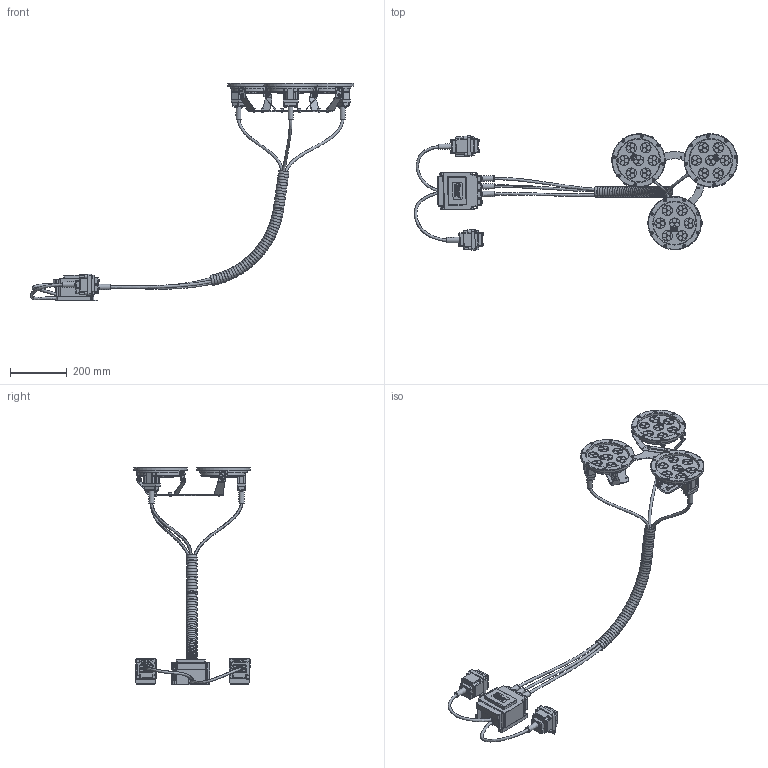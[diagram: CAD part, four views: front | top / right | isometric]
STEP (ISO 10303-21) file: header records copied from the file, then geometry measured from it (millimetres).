
FILE_DESCRIPTION(/* description */ (''),/* implementation_level */ '2;1');
FILE_NAME(/* name */ '48638 LED Modul XL MDD_Xl3d.stp',/* time_stamp */ '2018-06-07T09:00:17+02:00',/* author */ ('guzb562'),/* organization */ (''),/* preprocessor_version */ 'ST-DEVELOPER v17',/* originating_system */ 'Autodesk Inventor 2018',/* authorisation */ '');
FILE_SCHEMA (('AUTOMOTIVE_DESIGN { 1 0 10303 214 3 1 1 }'));
Products named in the file (20): 48638 LED Modul_1; 50720_Trafo; Trafo_für Modul; neue Box_2; neue Box; Scheinwerfer_für45077; Stecker Trafo.; Stecker Trafo._1; schlauch1; 45077 LED Modul_1.Kabelbaum1; 45077 LED Modul_1.Kabelbaum1_1; 45077 LED Modul_1.Kabelbaum2; 45077 LED Modul_1.Kabelbaum2_1; 45077 LED Modul_1.Kabelbaum3; 45077 LED Modul_1.Kabelbaum3_1; Stecker Trafo._2; Stecker Trafo DMX ; Stecker Trafo power ; 45077 LED Modul_1.Kabelbaum4; 45077 LED Modul_1.Kabelbaum4_1
Assembly tree (27 placements, depth 3):
  48638 LED Modul_1
    50720_Trafo
      Trafo_für Modul
      neue Box_2
      neue Box
    Scheinwerfer_für45077
    Stecker Trafo.  x3
    Stecker Trafo._2  x5
    Stecker Trafo._1  x3
    schlauch1
    45077 LED Modul_1.Kabelbaum1
      45077 LED Modul_1.Kabelbaum1_1
    45077 LED Modul_1.Kabelbaum2
      45077 LED Modul_1.Kabelbaum2_1
    45077 LED Modul_1.Kabelbaum3
      45077 LED Modul_1.Kabelbaum3_1
    Stecker Trafo DMX 
    Stecker Trafo power 
    45077 LED Modul_1.Kabelbaum4
      45077 LED Modul_1.Kabelbaum4_1
Bounding box: 1137.04 x 408.65 x 764.86 mm (x, y, z)
Volume: 3981499.9 mm3; surface area: 963436.9 mm2
Topology: 49 solids, 70 shells, 5288 faces, 13307 edges, 8997 vertices
Faces by surface type: plane 3328, cylinder 1319, bspline 504, torus 100, cone 21, sphere 16
Full cylindrical faces by diameter (mm): 0.5 x5, 1.3 x15, 2 x52, 4.071 x3, 5.2 x8, 5.5 x5, 5.8 x16, 6 x68, 6.4 x2, 6.6 x6, 7 x8, 9 x32, 10 x6, 11 x6, 16 x63, 18.525 x1, 20 x3, 20.106 x1, 20.111 x1, 21 x3, 32.256 x1, 35.938 x7, 36.5 x18, 37.036 x7, 150.069 x3, 187.995 x3
Entity records: 151373 total; most frequent: CARTESIAN_POINT 36853, ORIENTED_EDGE 23162, DIRECTION 22362, EDGE_CURVE 11586, LINE 7800, VECTOR 7800, VERTEX_POINT 7299, AXIS2_PLACEMENT_3D 7281
